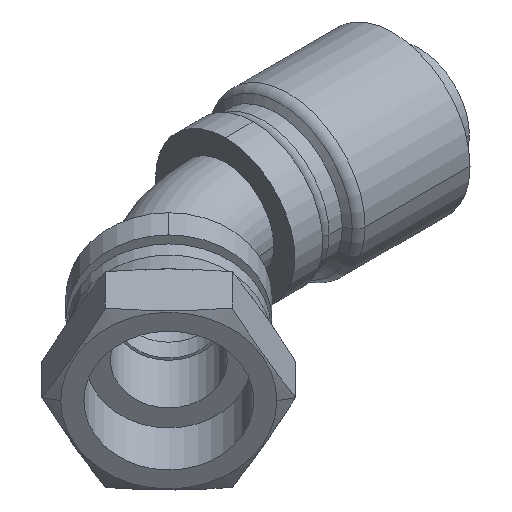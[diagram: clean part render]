
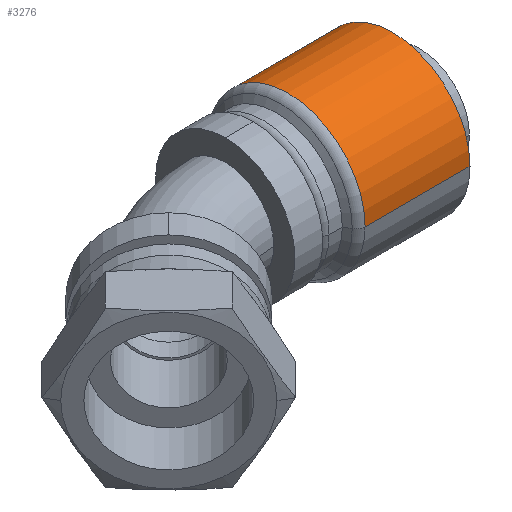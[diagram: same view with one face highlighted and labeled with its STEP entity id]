
A CAD part, isometric view. The second image highlights one B-rep face of the part: STEP entity #3276.
In plain terms, the highlighted cylindrical face has radius 25.27 mm (diameter 50.54 mm), a partial arc.
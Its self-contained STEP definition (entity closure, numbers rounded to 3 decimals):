
#2878=CARTESIAN_POINT('',(10.134,0.,0.));
#2879=DIRECTION('',(-1.,0.,0.));
#2880=DIRECTION('',(0.,-1.,0.));
#2881=AXIS2_PLACEMENT_3D('',#2878,#2879,#2880);
#2883=CARTESIAN_POINT('',(44.45,0.,0.));
#2884=DIRECTION('',(1.,0.,0.));
#2885=DIRECTION('',(0.,1.,0.));
#2886=AXIS2_PLACEMENT_3D('',#2883,#2884,#2885);
#2921=DIRECTION('',(-1.,0.,0.));
#2922=VECTOR('',#2921,34.316);
#2923=CARTESIAN_POINT('',(44.45,-25.27,0.));
#2924=LINE('',#2923,#2922);
#2930=DIRECTION('',(-1.,0.,0.));
#2931=VECTOR('',#2930,34.316);
#2932=CARTESIAN_POINT('',(44.45,25.27,0.));
#2933=LINE('',#2932,#2931);
#3224=CARTESIAN_POINT('',(44.45,25.27,0.));
#3225=CARTESIAN_POINT('',(44.45,-25.27,0.));
#3226=VERTEX_POINT('',#3224);
#3227=VERTEX_POINT('',#3225);
#3240=CARTESIAN_POINT('',(10.134,25.27,0.));
#3241=CARTESIAN_POINT('',(10.134,-25.27,0.));
#3242=VERTEX_POINT('',#3240);
#3243=VERTEX_POINT('',#3241);
#3262=CARTESIAN_POINT('',(-2.223,0.,0.));
#3263=DIRECTION('',(1.,0.,0.));
#3264=DIRECTION('',(0.,-1.,0.));
#3265=AXIS2_PLACEMENT_3D('',#3262,#3263,#3264);
#3266=CYLINDRICAL_SURFACE('',#3265,25.27);
#3268=ORIENTED_EDGE('',*,*,#3267,.T.);
#3270=ORIENTED_EDGE('',*,*,#3269,.F.);
#3271=ORIENTED_EDGE('',*,*,#3249,.T.);
#3273=ORIENTED_EDGE('',*,*,#3272,.T.);
#3274=EDGE_LOOP('',(#3268,#3270,#3271,#3273));
#3275=FACE_OUTER_BOUND('',#3274,.F.);
#3276=ADVANCED_FACE('',(#3275),#3266,.T.);
#2882=CIRCLE('',#2881,25.27);
#2887=CIRCLE('',#2886,25.27);
#3249=EDGE_CURVE('',#3226,#3227,#2887,.T.);
#3267=EDGE_CURVE('',#3243,#3242,#2882,.T.);
#3269=EDGE_CURVE('',#3226,#3242,#2933,.T.);
#3272=EDGE_CURVE('',#3227,#3243,#2924,.T.);
